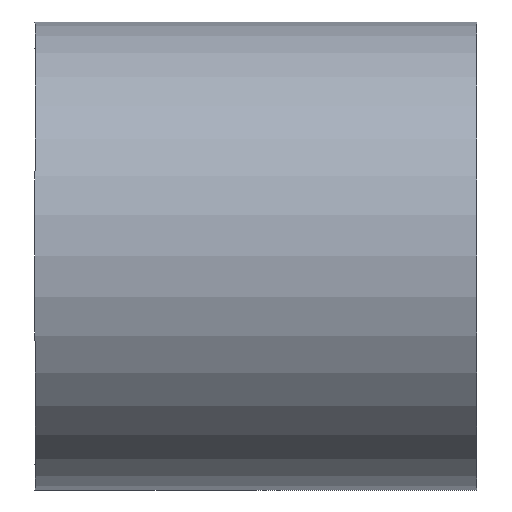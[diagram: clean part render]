
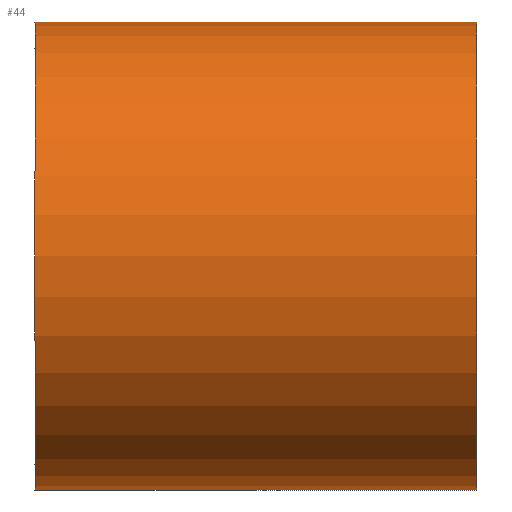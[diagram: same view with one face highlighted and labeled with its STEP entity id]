
A CAD part, left-side view. The second image highlights one B-rep face of the part: STEP entity #44.
In plain terms, the highlighted cylindrical face has radius 45 mm (diameter 90 mm), a partial arc.
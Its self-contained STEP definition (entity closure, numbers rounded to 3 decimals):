
#19 = DIRECTION ( 'NONE',  ( 0., -1., 0. ) ) ;
#20 = DIRECTION ( 'NONE',  ( 0., -1., 0. ) ) ;
#28 = AXIS2_PLACEMENT_3D ( 'NONE', #209, #74, #127 ) ;
#29 = VERTEX_POINT ( 'NONE', #123 ) ;
#37 = AXIS2_PLACEMENT_3D ( 'NONE', #248, #51, #73 ) ;
#44 = ADVANCED_FACE ( 'NONE', ( #68 ), #206, .T. ) ;
#45 = AXIS2_PLACEMENT_3D ( 'NONE', #241, #142, #226 ) ;
#46 = CARTESIAN_POINT ( 'NONE',  ( 0., 85., -45. ) ) ;
#51 = DIRECTION ( 'NONE',  ( 0., 1., 0. ) ) ;
#54 = VERTEX_POINT ( 'NONE', #66 ) ;
#58 = EDGE_CURVE ( 'NONE', #218, #54, #220, .T. ) ;
#66 = CARTESIAN_POINT ( 'NONE',  ( 0., 0., -45. ) ) ;
#68 = FACE_OUTER_BOUND ( 'NONE', #183, .T. ) ;
#73 = DIRECTION ( 'NONE',  ( 0., 0., 1. ) ) ;
#74 = DIRECTION ( 'NONE',  ( 0., 1., 0. ) ) ;
#89 = CIRCLE ( 'NONE', #28, 45. ) ;
#91 = ORIENTED_EDGE ( 'NONE', *, *, #156, .F. ) ;
#99 = ORIENTED_EDGE ( 'NONE', *, *, #126, .T. ) ;
#113 = VECTOR ( 'NONE', #20, 1000. ) ;
#119 = VERTEX_POINT ( 'NONE', #140 ) ;
#123 = CARTESIAN_POINT ( 'NONE',  ( 0., 85., 45. ) ) ;
#125 = ORIENTED_EDGE ( 'NONE', *, *, #180, .F. ) ;
#126 = EDGE_CURVE ( 'NONE', #54, #119, #138, .T. ) ;
#127 = DIRECTION ( 'NONE',  ( 0., 0., 1. ) ) ;
#138 = CIRCLE ( 'NONE', #37, 45. ) ;
#140 = CARTESIAN_POINT ( 'NONE',  ( 0., 0., 45. ) ) ;
#142 = DIRECTION ( 'NONE',  ( 0., -1., 0. ) ) ;
#156 = EDGE_CURVE ( 'NONE', #29, #119, #210, .T. ) ;
#180 = EDGE_CURVE ( 'NONE', #218, #29, #89, .T. ) ;
#183 = EDGE_LOOP ( 'NONE', ( #91, #125, #242, #99 ) ) ;
#188 = CARTESIAN_POINT ( 'NONE',  ( 0., 85., -45. ) ) ;
#191 = CARTESIAN_POINT ( 'NONE',  ( 0., 85., 45. ) ) ;
#197 = VECTOR ( 'NONE', #19, 1000. ) ;
#206 = CYLINDRICAL_SURFACE ( 'NONE', #45, 45. ) ;
#209 = CARTESIAN_POINT ( 'NONE',  ( 0., 85., 0. ) ) ;
#210 = LINE ( 'NONE', #191, #113 ) ;
#218 = VERTEX_POINT ( 'NONE', #46 ) ;
#220 = LINE ( 'NONE', #188, #197 ) ;
#226 = DIRECTION ( 'NONE',  ( 0., 0., -1. ) ) ;
#241 = CARTESIAN_POINT ( 'NONE',  ( 0., 85., 0. ) ) ;
#242 = ORIENTED_EDGE ( 'NONE', *, *, #58, .T. ) ;
#248 = CARTESIAN_POINT ( 'NONE',  ( 0., 0., 0. ) ) ;
